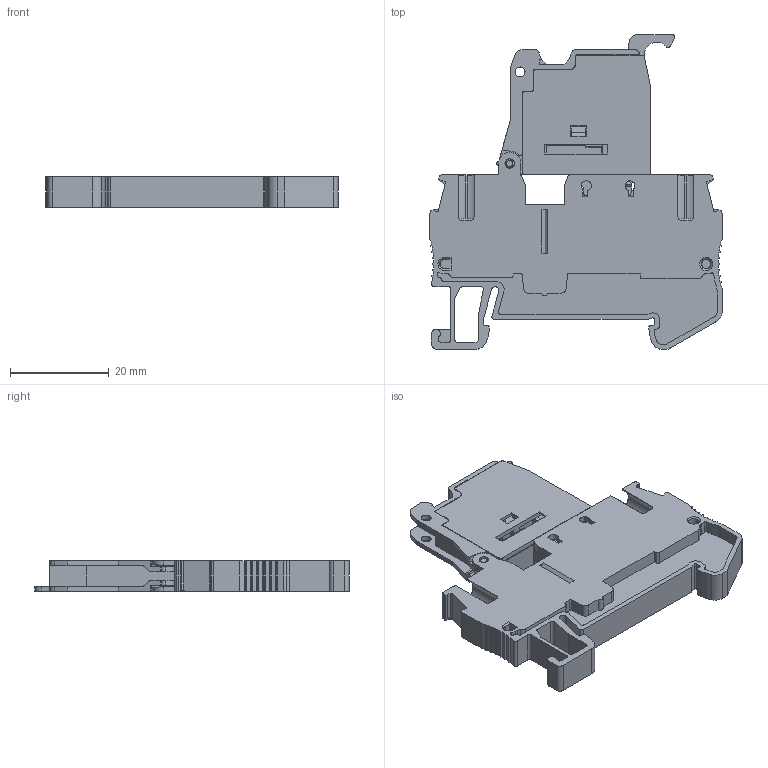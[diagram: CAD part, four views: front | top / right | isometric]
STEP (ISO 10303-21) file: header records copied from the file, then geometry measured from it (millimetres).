
FILE_DESCRIPTION((''),'2;1');
FILE_NAME('5YB576625-G_SW0001','2022-07-12T20:06:08',('Administrator'),(''),'CREO PARAMETRIC BY PTC INC, 2016510','CREO PARAMETRIC BY PTC INC, 2016510','');
FILE_SCHEMA(('CONFIG_CONTROL_DESIGN','SHAPE_APPEARANCE_LAYERS_GROUPS'));
Length unit declared in the file: millimetre
Products named in the file (1): 5YB576625-G_SW0001
Bounding box: 59 x 63.5 x 6.2 mm (x, y, z)
Volume: 8999.8 mm3; surface area: 11943 mm2
Topology: 1 solids, 1 shells, 1055 faces, 3045 edges, 1998 vertices
Faces by surface type: plane 689, cylinder 313, cone 28, bspline 14, torus 11
Entity records: 35609 total; most frequent: CARTESIAN_POINT 7229, ORIENTED_EDGE 6090, DIRECTION 5682, EDGE_CURVE 3045, VECTOR 2244, LINE 2244, VERTEX_POINT 1998, AXIS2_PLACEMENT_3D 1719
